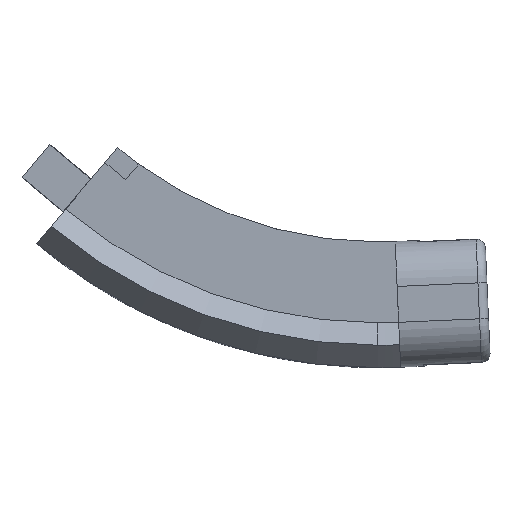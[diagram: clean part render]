
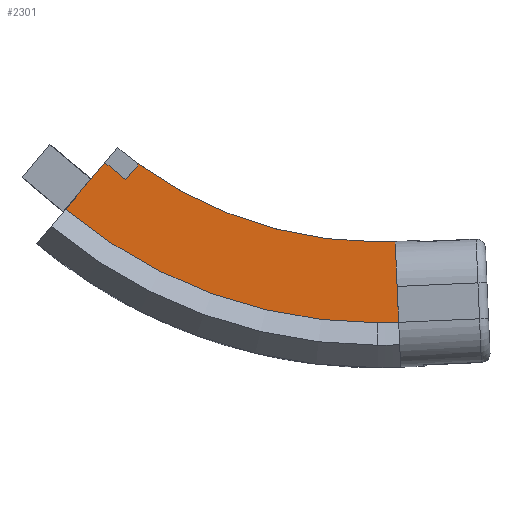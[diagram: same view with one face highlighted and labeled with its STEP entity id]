
A CAD part, front view. The second image highlights one B-rep face of the part: STEP entity #2301.
In plain terms, the highlighted planar face has unit normal (0, -1, 0).
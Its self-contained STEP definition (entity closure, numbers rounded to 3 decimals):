
#117 = CARTESIAN_POINT ( 'NONE',  ( -34.711, -5., -41.366 ) ) ;
#118 = CARTESIAN_POINT ( 'NONE',  ( -30.34, -5., -36.157 ) ) ;
#120 = ORIENTED_EDGE ( 'NONE', *, *, #2348, .T. ) ;
#246 = DIRECTION ( 'NONE',  ( -0.044, 0., 0.999 ) ) ;
#402 = PLANE ( 'NONE',  #413 ) ;
#413 = AXIS2_PLACEMENT_3D ( 'NONE', #1461, #1755, #3101 ) ;
#435 = CARTESIAN_POINT ( 'NONE',  ( 0., -5., 0. ) ) ;
#450 = EDGE_CURVE ( 'NONE', #3038, #634, #2754, .T. ) ;
#497 = LINE ( 'NONE', #565, #3743 ) ;
#522 = DIRECTION ( 'NONE',  ( -0.766, 0., 0.643 ) ) ;
#529 = VERTEX_POINT ( 'NONE', #2503 ) ;
#565 = CARTESIAN_POINT ( 'NONE',  ( -28.041, -5., -38.086 ) ) ;
#573 = DIRECTION ( 'NONE',  ( 0., 0., -1. ) ) ;
#589 = EDGE_CURVE ( 'NONE', #1532, #1730, #4220, .T. ) ;
#634 = VERTEX_POINT ( 'NONE', #117 ) ;
#702 = DIRECTION ( 'NONE',  ( -0.643, 0., -0.766 ) ) ;
#819 = CARTESIAN_POINT ( 'NONE',  ( 0., -5., 0. ) ) ;
#891 = CARTESIAN_POINT ( 'NONE',  ( 0., -5., 0. ) ) ;
#900 = ORIENTED_EDGE ( 'NONE', *, *, #3601, .T. ) ;
#941 = CIRCLE ( 'NONE', #2836, 45. ) ;
#981 = DIRECTION ( 'NONE',  ( 0., -1., 0. ) ) ;
#1057 = CARTESIAN_POINT ( 'NONE',  ( -28.925, -5., -34.472 ) ) ;
#1147 = VECTOR ( 'NONE', #246, 1000. ) ;
#1174 = DIRECTION ( 'NONE',  ( 0.643, 0., 0.766 ) ) ;
#1277 = EDGE_LOOP ( 'NONE', ( #120, #1573, #900, #2839, #3445, #3972, #1458, #3942 ) ) ;
#1340 = AXIS2_PLACEMENT_3D ( 'NONE', #435, #2525, #3862 ) ;
#1357 = DIRECTION ( 'NONE',  ( 0., 0., -1. ) ) ;
#1379 = CARTESIAN_POINT ( 'NONE',  ( 0., -5., 0. ) ) ;
#1439 = CARTESIAN_POINT ( 'NONE',  ( -26.563, -5., -36.324 ) ) ;
#1458 = ORIENTED_EDGE ( 'NONE', *, *, #3194, .T. ) ;
#1461 = CARTESIAN_POINT ( 'NONE',  ( -28.925, -5., -34.472 ) ) ;
#1501 = LINE ( 'NONE', #2847, #2899 ) ;
#1532 = VERTEX_POINT ( 'NONE', #1439 ) ;
#1573 = ORIENTED_EDGE ( 'NONE', *, *, #4346, .T. ) ;
#1730 = VERTEX_POINT ( 'NONE', #2421 ) ;
#1733 = CARTESIAN_POINT ( 'NONE',  ( 2.355, -5., -53.949 ) ) ;
#1755 = DIRECTION ( 'NONE',  ( 0., -1., 0. ) ) ;
#1851 = DIRECTION ( 'NONE',  ( 0., -1., 0. ) ) ;
#1923 = DIRECTION ( 'NONE',  ( 0., 0., -1. ) ) ;
#2157 = CARTESIAN_POINT ( 'NONE',  ( -28.041, -5., -38.086 ) ) ;
#2188 = VERTEX_POINT ( 'NONE', #1733 ) ;
#2301 = ADVANCED_FACE ( 'NONE', ( #2808 ), #402, .T. ) ;
#2348 = EDGE_CURVE ( 'NONE', #634, #529, #2814, .T. ) ;
#2421 = CARTESIAN_POINT ( 'NONE',  ( 0., -5., -45. ) ) ;
#2503 = CARTESIAN_POINT ( 'NONE',  ( 0., -5., -54. ) ) ;
#2525 = DIRECTION ( 'NONE',  ( 0., -1., 0. ) ) ;
#2552 = CIRCLE ( 'NONE', #2759, 54. ) ;
#2665 = AXIS2_PLACEMENT_3D ( 'NONE', #891, #3295, #1923 ) ;
#2754 = LINE ( 'NONE', #1057, #3864 ) ;
#2759 = AXIS2_PLACEMENT_3D ( 'NONE', #819, #1851, #573 ) ;
#2808 = FACE_OUTER_BOUND ( 'NONE', #1277, .T. ) ;
#2814 = CIRCLE ( 'NONE', #2665, 54. ) ;
#2836 = AXIS2_PLACEMENT_3D ( 'NONE', #1379, #981, #1357 ) ;
#2839 = ORIENTED_EDGE ( 'NONE', *, *, #3623, .F. ) ;
#2847 = CARTESIAN_POINT ( 'NONE',  ( 2.455, -5., -1.742 ) ) ;
#2899 = VECTOR ( 'NONE', #1174, 1000. ) ;
#2908 = VERTEX_POINT ( 'NONE', #2949 ) ;
#2949 = CARTESIAN_POINT ( 'NONE',  ( 1.963, -5., -44.957 ) ) ;
#3038 = VERTEX_POINT ( 'NONE', #118 ) ;
#3101 = DIRECTION ( 'NONE',  ( 0., 0., -1. ) ) ;
#3194 = EDGE_CURVE ( 'NONE', #3793, #3038, #497, .T. ) ;
#3279 = CARTESIAN_POINT ( 'NONE',  ( 1.447, -5., -33.146 ) ) ;
#3295 = DIRECTION ( 'NONE',  ( 0., -1., 0. ) ) ;
#3445 = ORIENTED_EDGE ( 'NONE', *, *, #589, .F. ) ;
#3597 = LINE ( 'NONE', #3279, #1147 ) ;
#3601 = EDGE_CURVE ( 'NONE', #2188, #2908, #3597, .T. ) ;
#3623 = EDGE_CURVE ( 'NONE', #1730, #2908, #941, .T. ) ;
#3743 = VECTOR ( 'NONE', #522, 1000. ) ;
#3793 = VERTEX_POINT ( 'NONE', #2157 ) ;
#3862 = DIRECTION ( 'NONE',  ( 0., 0., -1. ) ) ;
#3864 = VECTOR ( 'NONE', #702, 1000. ) ;
#3942 = ORIENTED_EDGE ( 'NONE', *, *, #450, .T. ) ;
#3972 = ORIENTED_EDGE ( 'NONE', *, *, #4057, .F. ) ;
#4057 = EDGE_CURVE ( 'NONE', #3793, #1532, #1501, .T. ) ;
#4220 = CIRCLE ( 'NONE', #1340, 45. ) ;
#4346 = EDGE_CURVE ( 'NONE', #529, #2188, #2552, .T. ) ;
